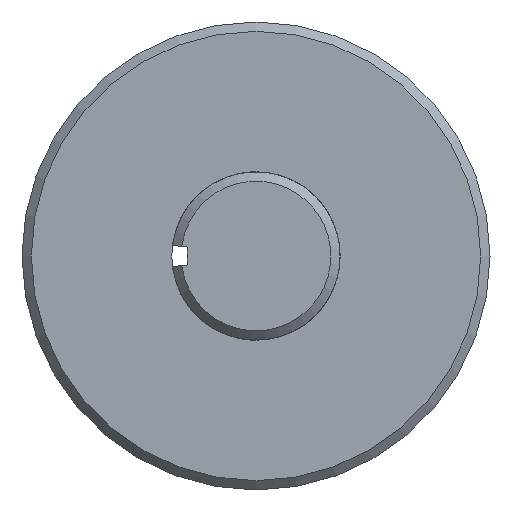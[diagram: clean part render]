
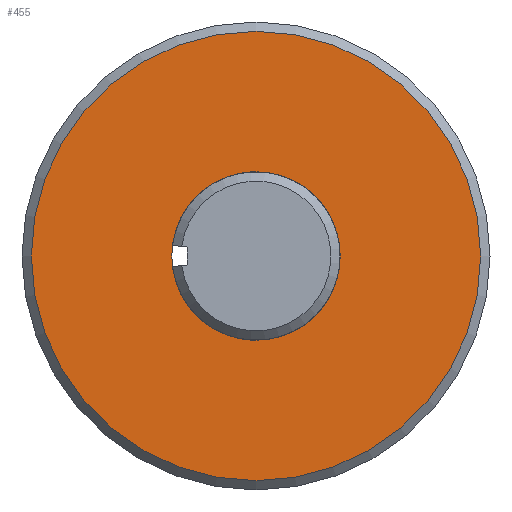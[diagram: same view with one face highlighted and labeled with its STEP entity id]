
A CAD part, left-side view. The second image highlights one B-rep face of the part: STEP entity #455.
In plain terms, the highlighted planar face has unit normal (-1, 0, 0).
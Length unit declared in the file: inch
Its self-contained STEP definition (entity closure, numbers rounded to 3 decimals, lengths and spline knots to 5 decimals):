
#21=FACE_BOUND('',#112,.T.);
#48=PLANE('',#541);
#77=FACE_OUTER_BOUND('',#111,.T.);
#111=EDGE_LOOP('',(#417));
#112=EDGE_LOOP('',(#418));
#198=CIRCLE('',#536,0.94488);
#199=CIRCLE('',#538,0.35433);
#237=VERTEX_POINT('',#814);
#238=VERTEX_POINT('',#818);
#296=EDGE_CURVE('',#237,#237,#198,.T.);
#298=EDGE_CURVE('',#238,#238,#199,.T.);
#417=ORIENTED_EDGE('',*,*,#296,.F.);
#418=ORIENTED_EDGE('',*,*,#298,.T.);
#455=ADVANCED_FACE('',(#77,#21),#48,.F.);
#536=AXIS2_PLACEMENT_3D('',#816,#682,#683);
#538=AXIS2_PLACEMENT_3D('',#820,#687,#688);
#541=AXIS2_PLACEMENT_3D('',#823,#693,#694);
#682=DIRECTION('center_axis',(1.,0.,0.));
#683=DIRECTION('ref_axis',(0.,1.,0.));
#687=DIRECTION('center_axis',(1.,0.,0.));
#688=DIRECTION('ref_axis',(0.,0.,1.));
#693=DIRECTION('center_axis',(1.,0.,0.));
#694=DIRECTION('ref_axis',(0.,0.,-1.));
#814=CARTESIAN_POINT('',(8.26772,-6.06299,4.65551));
#816=CARTESIAN_POINT('Origin',(8.26772,-5.11811,4.65551));
#818=CARTESIAN_POINT('',(8.26772,-5.11811,4.30118));
#820=CARTESIAN_POINT('Origin',(8.26772,-5.11811,4.65551));
#823=CARTESIAN_POINT('Origin',(8.26772,-5.11811,4.65551));
